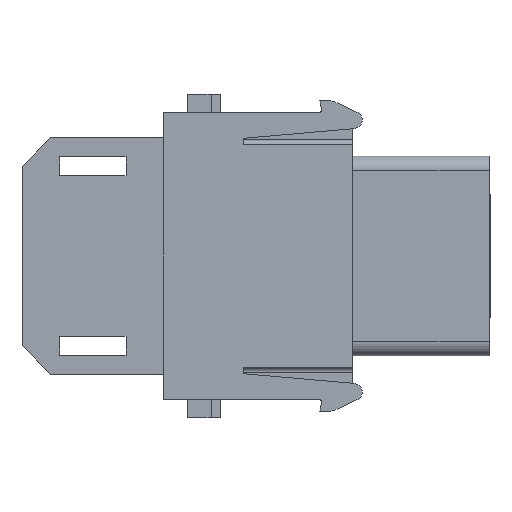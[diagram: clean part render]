
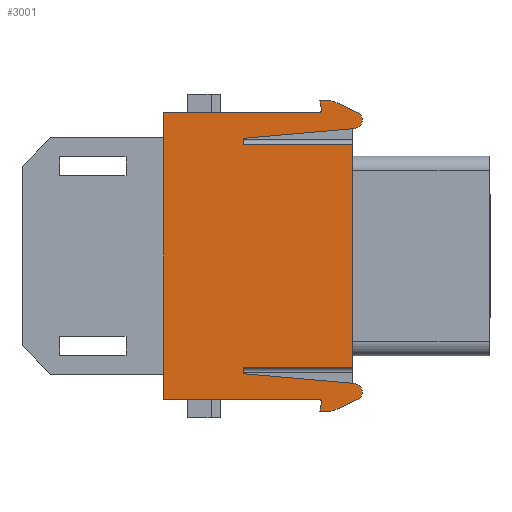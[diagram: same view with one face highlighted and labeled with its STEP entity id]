
A CAD part, left-side view. The second image highlights one B-rep face of the part: STEP entity #3001.
In plain terms, the highlighted planar face has unit normal (-1, 0, 0).
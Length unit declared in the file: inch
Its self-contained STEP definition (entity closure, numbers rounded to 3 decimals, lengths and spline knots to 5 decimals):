
#495=CARTESIAN_POINT('',(-0.29134,0.73819,
-0.642));
#496=CARTESIAN_POINT('',(-0.29134,0.73988,
-0.64279));
#497=CARTESIAN_POINT('',(-0.29134,0.74347,
-0.64415));
#498=CARTESIAN_POINT('',(-0.29134,0.74907,
-0.64539));
#499=CARTESIAN_POINT('',(-0.29134,0.75287,
-0.64567));
#500=CARTESIAN_POINT('',(-0.29134,0.75479,
-0.64567));
#502=DIRECTION('',(0.,-0.196,0.981));
#503=VECTOR('',#502,0.03578);
#504=CARTESIAN_POINT('',(-0.29134,0.80118,
-0.64567));
#505=LINE('',#504,#503);
#506=CARTESIAN_POINT('',(-0.29134,0.80575,
-0.60827));
#507=DIRECTION('',(-1.,0.,0.));
#508=DIRECTION('',(0.,-0.981,-0.196));
#509=AXIS2_PLACEMENT_3D('',#506,#507,#508);
#511=DIRECTION('',(0.,1.,0.));
#512=VECTOR('',#511,0.64504);
#513=CARTESIAN_POINT('',(-0.29134,0.80575,
-0.59646));
#514=LINE('',#513,#512);
#515=DIRECTION('',(0.,0.,1.));
#516=VECTOR('',#515,1.19291);
#517=CARTESIAN_POINT('',(-0.29134,1.45079,
-0.59646));
#518=LINE('',#517,#516);
#519=DIRECTION('',(0.,-1.,0.));
#520=VECTOR('',#519,0.64504);
#521=CARTESIAN_POINT('',(-0.29134,1.45079,
0.59646));
#522=LINE('',#521,#520);
#523=CARTESIAN_POINT('',(-0.29134,0.80575,
0.60827));
#524=DIRECTION('',(-1.,0.,0.));
#525=DIRECTION('',(0.,0.,-1.));
#526=AXIS2_PLACEMENT_3D('',#523,#524,#525);
#528=DIRECTION('',(0.,0.196,0.981));
#529=VECTOR('',#528,0.03578);
#530=CARTESIAN_POINT('',(-0.29134,0.79416,
0.61058));
#531=LINE('',#530,#529);
#532=DIRECTION('',(0.,-1.,0.));
#533=VECTOR('',#532,0.04643);
#534=CARTESIAN_POINT('',(-0.29134,0.80118,
0.64567));
#535=LINE('',#534,#533);
#536=CARTESIAN_POINT('',(-0.29134,0.75475,
0.64567));
#537=CARTESIAN_POINT('',(-0.29134,0.75289,
0.64567));
#538=CARTESIAN_POINT('',(-0.29134,0.74906,
0.64539));
#539=CARTESIAN_POINT('',(-0.29134,0.74345,
0.64415));
#540=CARTESIAN_POINT('',(-0.29134,0.73989,
0.64279));
#541=CARTESIAN_POINT('',(-0.29134,0.73815,
0.64198));
#543=DIRECTION('',(0.,-0.906,-0.423));
#544=VECTOR('',#543,0.10085);
#545=CARTESIAN_POINT('',(-0.29134,0.73815,
0.64198));
#546=LINE('',#545,#544);
#547=CARTESIAN_POINT('',(-0.29134,0.66339,
0.56368));
#548=DIRECTION('',(1.,0.,0.));
#549=DIRECTION('',(0.,-0.423,0.906));
#550=AXIS2_PLACEMENT_3D('',#547,#548,#549);
#552=CARTESIAN_POINT('',(-0.29134,0.66339,
0.56946));
#553=DIRECTION('',(1.,0.,0.));
#554=DIRECTION('',(0.,-0.997,-0.073));
#555=AXIS2_PLACEMENT_3D('',#552,#553,#554);
#557=DIRECTION('',(0.,0.996,-0.087));
#558=VECTOR('',#557,0.45991);
#559=CARTESIAN_POINT('',(-0.29134,0.65995,
0.53024));
#560=LINE('',#559,#558);
#561=DIRECTION('',(0.,0.,-1.));
#562=VECTOR('',#561,0.02559);
#563=CARTESIAN_POINT('',(-0.29134,1.11811,
0.49016));
#564=LINE('',#563,#562);
#565=DIRECTION('',(0.,-1.,0.));
#566=VECTOR('',#565,0.45472);
#567=CARTESIAN_POINT('',(-0.29134,1.11811,
0.46457));
#568=LINE('',#567,#566);
#569=DIRECTION('',(0.,0.,-1.));
#570=VECTOR('',#569,0.92913);
#571=CARTESIAN_POINT('',(-0.29134,0.66339,
0.46457));
#572=LINE('',#571,#570);
#573=DIRECTION('',(0.,-0.996,-0.087));
#574=VECTOR('',#573,0.45991);
#575=CARTESIAN_POINT('',(-0.29134,1.11811,
-0.49016));
#576=LINE('',#575,#574);
#577=CARTESIAN_POINT('',(-0.29134,0.66339,
-0.56946));
#578=DIRECTION('',(1.,0.,0.));
#579=DIRECTION('',(0.,-0.087,0.996));
#580=AXIS2_PLACEMENT_3D('',#577,#578,#579);
#582=CARTESIAN_POINT('',(-0.29134,0.66339,
-0.56368));
#583=DIRECTION('',(1.,0.,0.));
#584=DIRECTION('',(0.,-0.997,-0.073));
#585=AXIS2_PLACEMENT_3D('',#582,#583,#584);
#587=DIRECTION('',(0.,0.906,-0.423));
#588=VECTOR('',#587,0.10089);
#589=CARTESIAN_POINT('',(-0.29134,0.64675,
-0.59936));
#590=LINE('',#589,#588);
#661=DIRECTION('',(0.,0.,1.));
#662=VECTOR('',#661,0.02559);
#663=CARTESIAN_POINT('',(-0.29134,1.11811,
-0.49016));
#664=LINE('',#663,#662);
#678=DIRECTION('',(0.,-1.,0.));
#679=VECTOR('',#678,0.45472);
#680=CARTESIAN_POINT('',(-0.29134,1.11811,
-0.46457));
#681=LINE('',#680,#679);
#706=DIRECTION('',(0.,-1.,0.));
#707=VECTOR('',#706,0.04639);
#708=CARTESIAN_POINT('',(-0.29134,0.80118,
-0.64567));
#709=LINE('',#708,#707);
#1791=CARTESIAN_POINT('',(-0.29134,0.80575,
0.59646));
#1792=VERTEX_POINT('',#1791);
#1793=CARTESIAN_POINT('',(-0.29134,1.45079,
0.59646));
#1794=VERTEX_POINT('',#1793);
#1882=CARTESIAN_POINT('',(-0.29134,1.45079,
-0.59646));
#1883=VERTEX_POINT('',#1882);
#1884=CARTESIAN_POINT('',(-0.29134,0.80575,
-0.59646));
#1885=VERTEX_POINT('',#1884);
#1954=VERTEX_POINT('',#495);
#1955=VERTEX_POINT('',#500);
#1956=CARTESIAN_POINT('',(-0.29134,0.80118,
-0.64567));
#1957=VERTEX_POINT('',#1956);
#1958=CARTESIAN_POINT('',(-0.29134,0.79416,
-0.61058));
#1959=VERTEX_POINT('',#1958);
#1960=CARTESIAN_POINT('',(-0.29134,0.79416,
0.61058));
#1961=VERTEX_POINT('',#1960);
#1962=CARTESIAN_POINT('',(-0.29134,0.80118,
0.64567));
#1963=VERTEX_POINT('',#1962);
#1964=CARTESIAN_POINT('',(-0.29134,0.75475,
0.64567));
#1965=VERTEX_POINT('',#1964);
#1966=VERTEX_POINT('',#541);
#1967=CARTESIAN_POINT('',(-0.29134,0.64675,
0.59936));
#1968=VERTEX_POINT('',#1967);
#1969=CARTESIAN_POINT('',(-0.29134,0.62412,
0.56657));
#1970=VERTEX_POINT('',#1969);
#1971=CARTESIAN_POINT('',(-0.29134,0.65995,
0.53024));
#1972=VERTEX_POINT('',#1971);
#1973=CARTESIAN_POINT('',(-0.29134,1.11811,
0.49016));
#1974=VERTEX_POINT('',#1973);
#1975=CARTESIAN_POINT('',(-0.29134,1.11811,
0.46457));
#1976=VERTEX_POINT('',#1975);
#1977=CARTESIAN_POINT('',(-0.29134,0.66339,
0.46457));
#1978=VERTEX_POINT('',#1977);
#1979=CARTESIAN_POINT('',(-0.29134,0.66339,
-0.46457));
#1980=VERTEX_POINT('',#1979);
#1981=CARTESIAN_POINT('',(-0.29134,1.11811,
-0.46457));
#1982=VERTEX_POINT('',#1981);
#1983=CARTESIAN_POINT('',(-0.29134,1.11811,
-0.49016));
#1984=VERTEX_POINT('',#1983);
#1985=CARTESIAN_POINT('',(-0.29134,0.65995,
-0.53024));
#1986=VERTEX_POINT('',#1985);
#1987=CARTESIAN_POINT('',(-0.29134,0.62412,
-0.56657));
#1988=VERTEX_POINT('',#1987);
#1989=CARTESIAN_POINT('',(-0.29134,0.64675,
-0.59936));
#1990=VERTEX_POINT('',#1989);
#2950=CARTESIAN_POINT('',(-0.29134,0.96465,
0.10805));
#2951=DIRECTION('',(-1.,0.,0.));
#2952=DIRECTION('',(0.,0.,-1.));
#2953=AXIS2_PLACEMENT_3D('',#2950,#2951,#2952);
#2954=PLANE('',#2953);
#2956=ORIENTED_EDGE('',*,*,#2955,.T.);
#2958=ORIENTED_EDGE('',*,*,#2957,.F.);
#2960=ORIENTED_EDGE('',*,*,#2959,.T.);
#2962=ORIENTED_EDGE('',*,*,#2961,.T.);
#2963=ORIENTED_EDGE('',*,*,#2449,.T.);
#2964=ORIENTED_EDGE('',*,*,#2908,.T.);
#2965=ORIENTED_EDGE('',*,*,#2339,.T.);
#2967=ORIENTED_EDGE('',*,*,#2966,.T.);
#2969=ORIENTED_EDGE('',*,*,#2968,.T.);
#2971=ORIENTED_EDGE('',*,*,#2970,.T.);
#2973=ORIENTED_EDGE('',*,*,#2972,.T.);
#2975=ORIENTED_EDGE('',*,*,#2974,.T.);
#2977=ORIENTED_EDGE('',*,*,#2976,.T.);
#2979=ORIENTED_EDGE('',*,*,#2978,.T.);
#2981=ORIENTED_EDGE('',*,*,#2980,.T.);
#2983=ORIENTED_EDGE('',*,*,#2982,.T.);
#2985=ORIENTED_EDGE('',*,*,#2984,.T.);
#2986=ORIENTED_EDGE('',*,*,#2383,.T.);
#2988=ORIENTED_EDGE('',*,*,#2987,.F.);
#2990=ORIENTED_EDGE('',*,*,#2989,.F.);
#2992=ORIENTED_EDGE('',*,*,#2991,.T.);
#2994=ORIENTED_EDGE('',*,*,#2993,.T.);
#2996=ORIENTED_EDGE('',*,*,#2995,.T.);
#2998=ORIENTED_EDGE('',*,*,#2997,.T.);
#2999=EDGE_LOOP('',(#2956,#2958,#2960,#2962,#2963,#2964,#2965,#2967,#2969,#2971,
#2973,#2975,#2977,#2979,#2981,#2983,#2985,#2986,#2988,#2990,#2992,#2994,#2996,
#2998));
#3000=FACE_OUTER_BOUND('',#2999,.F.);
#3001=ADVANCED_FACE('',(#3000),#2954,.T.);
#501=B_SPLINE_CURVE_WITH_KNOTS('',3,(#495,#496,#497,#498,#499,#500),
.UNSPECIFIED.,.F.,.F.,(4,1,1,4),(0.,0.33333,0.66667,1.),
.UNSPECIFIED.);
#510=CIRCLE('',#509,0.01181);
#527=CIRCLE('',#526,0.01181);
#542=B_SPLINE_CURVE_WITH_KNOTS('',3,(#536,#537,#538,#539,#540,#541),
.UNSPECIFIED.,.F.,.F.,(4,1,1,4),(0.,0.33333,0.66667,1.),
.UNSPECIFIED.);
#551=CIRCLE('',#550,0.03937);
#556=CIRCLE('',#555,0.03937);
#581=CIRCLE('',#580,0.03937);
#586=CIRCLE('',#585,0.03937);
#2339=EDGE_CURVE('',#1794,#1792,#522,.T.);
#2383=EDGE_CURVE('',#1978,#1980,#572,.T.);
#2449=EDGE_CURVE('',#1885,#1883,#514,.T.);
#2908=EDGE_CURVE('',#1883,#1794,#518,.T.);
#2955=EDGE_CURVE('',#1954,#1955,#501,.T.);
#2957=EDGE_CURVE('',#1957,#1955,#709,.T.);
#2959=EDGE_CURVE('',#1957,#1959,#505,.T.);
#2961=EDGE_CURVE('',#1959,#1885,#510,.T.);
#2966=EDGE_CURVE('',#1792,#1961,#527,.T.);
#2968=EDGE_CURVE('',#1961,#1963,#531,.T.);
#2970=EDGE_CURVE('',#1963,#1965,#535,.T.);
#2972=EDGE_CURVE('',#1965,#1966,#542,.T.);
#2974=EDGE_CURVE('',#1966,#1968,#546,.T.);
#2976=EDGE_CURVE('',#1968,#1970,#551,.T.);
#2978=EDGE_CURVE('',#1970,#1972,#556,.T.);
#2980=EDGE_CURVE('',#1972,#1974,#560,.T.);
#2982=EDGE_CURVE('',#1974,#1976,#564,.T.);
#2984=EDGE_CURVE('',#1976,#1978,#568,.T.);
#2987=EDGE_CURVE('',#1982,#1980,#681,.T.);
#2989=EDGE_CURVE('',#1984,#1982,#664,.T.);
#2991=EDGE_CURVE('',#1984,#1986,#576,.T.);
#2993=EDGE_CURVE('',#1986,#1988,#581,.T.);
#2995=EDGE_CURVE('',#1988,#1990,#586,.T.);
#2997=EDGE_CURVE('',#1990,#1954,#590,.T.);
